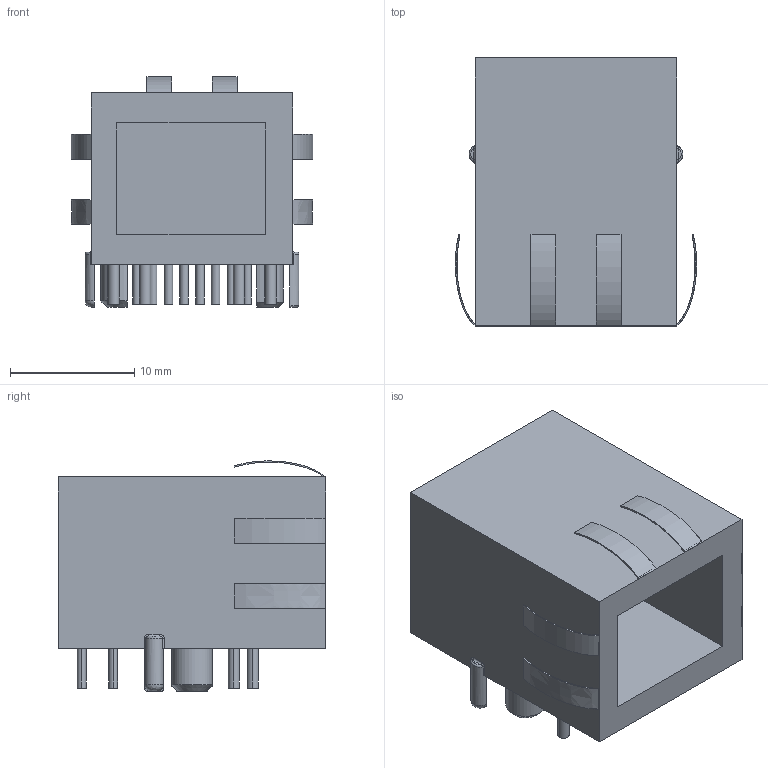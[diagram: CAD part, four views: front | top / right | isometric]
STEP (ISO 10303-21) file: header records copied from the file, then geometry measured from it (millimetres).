
FILE_DESCRIPTION((''),'2;1');
FILE_NAME('PULSE_J00-00XXNL','2010-10-05T',('Simon'),(''),'PRO/ENGINEER BY PARAMETRIC TECHNOLOGY CORPORATION, 2008400','PRO/ENGINEER BY PARAMETRIC TECHNOLOGY CORPORATION, 2008400','');
FILE_SCHEMA(('AUTOMOTIVE_DESIGN_CC2 { 1 2 10303 214 -1 1 5 2 }'));
Length unit declared in the file: millimetre
Products named in the file (1): PULSE_J00-00XXNL
Bounding box: 19.45 x 21.59 x 18.57 mm (x, y, z)
Volume: 3634.4 mm3; surface area: 2625.1 mm2
Topology: 1 solids, 1 shells, 107 faces, 262 edges, 192 vertices
Faces by surface type: plane 51, cylinder 34, extrusion 12, bspline 5, torus 3, cone 2
Entity records: 4544 total; most frequent: CARTESIAN_POINT 1124, DIRECTION 528, ORIENTED_EDGE 488, PRESENTATION_STYLE_ASSIGNMENT 271, STYLED_ITEM 271, CURVE_STYLE 269, EDGE_CURVE 244, AXIS2_PLACEMENT_3D 186
